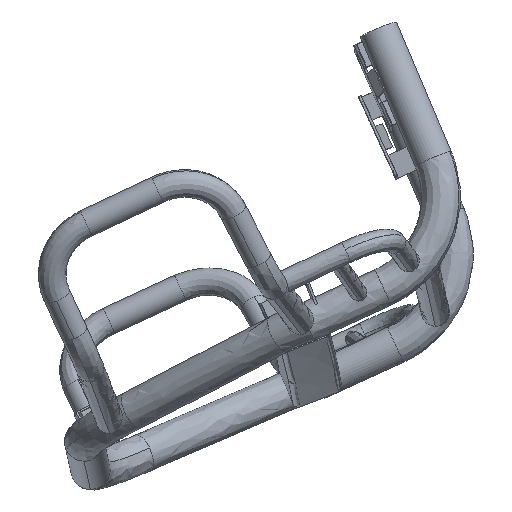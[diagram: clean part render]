
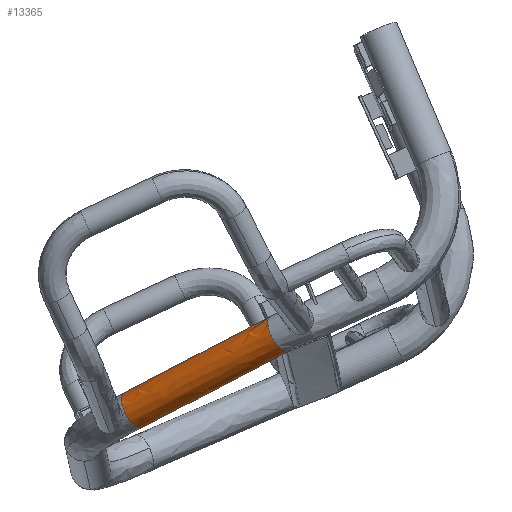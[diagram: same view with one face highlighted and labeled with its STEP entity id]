
A CAD part, left-side view. The second image highlights one B-rep face of the part: STEP entity #13365.
In plain terms, the highlighted free-form (B-spline) face has degree [2, 1] with [5, 2] control points.
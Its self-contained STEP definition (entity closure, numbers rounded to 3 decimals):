
#6439 = VERTEX_POINT('',#6440);
#6440 = CARTESIAN_POINT('',(-517.176,231.081,
    -274.065));
#6446 = EDGE_CURVE('',#6439,#6447,#6449,.T.);
#6447 = VERTEX_POINT('',#6448);
#6448 = CARTESIAN_POINT('',(-485.638,233.121,
    -239.425));
#6449 = ( BOUNDED_CURVE() B_SPLINE_CURVE(2,(#6450,#6451,#6452),
.UNSPECIFIED.,.F.,.F.) B_SPLINE_CURVE_WITH_KNOTS((3,3),(1.127,
2.608),.PIECEWISE_BEZIER_KNOTS.) CURVE() 
GEOMETRIC_REPRESENTATION_ITEM() RATIONAL_B_SPLINE_CURVE((1.,
0.738,1.)) REPRESENTATION_ITEM('') );
#6450 = CARTESIAN_POINT('',(-517.176,231.081,
    -274.065));
#6451 = CARTESIAN_POINT('',(-514.585,244.712,
    -245.49));
#6452 = CARTESIAN_POINT('',(-485.638,233.121,
    -239.425));
#9450 = VERTEX_POINT('',#9451);
#9451 = CARTESIAN_POINT('',(-622.261,-56.963,
    -165.701));
#9458 = EDGE_CURVE('',#9450,#9459,#9461,.T.);
#9459 = VERTEX_POINT('',#9460);
#9460 = CARTESIAN_POINT('',(-634.186,-50.104,
    -164.216));
#9461 = ( BOUNDED_CURVE() B_SPLINE_CURVE(2,(#9462,#9463,#9464),
.UNSPECIFIED.,.F.,.F.) B_SPLINE_CURVE_WITH_KNOTS((3,3),(5.882,
6.283),.PIECEWISE_BEZIER_KNOTS.) CURVE() 
GEOMETRIC_REPRESENTATION_ITEM() RATIONAL_B_SPLINE_CURVE((1.,
0.98,1.)) REPRESENTATION_ITEM('') );
#9462 = CARTESIAN_POINT('',(-622.264,-56.974,
    -165.724));
#9463 = CARTESIAN_POINT('',(-628.644,-53.987,
    -166.236));
#9464 = CARTESIAN_POINT('',(-634.186,-50.104,
    -164.216));
#9843 = EDGE_CURVE('',#6447,#9844,#9846,.T.);
#9844 = VERTEX_POINT('',#9845);
#9845 = CARTESIAN_POINT('',(-618.091,-26.57,
    -103.553));
#9846 = B_SPLINE_CURVE_WITH_KNOTS('',1,(#9847,#9848),.UNSPECIFIED.,.F.,
  .F.,(2,2),(0.,278.722),
  .PIECEWISE_BEZIER_KNOTS.);
#9847 = CARTESIAN_POINT('',(-485.638,233.121,
    -239.425));
#9848 = CARTESIAN_POINT('',(-618.091,-26.565,
    -103.541));
#10003 = VERTEX_POINT('',#10004);
#10004 = CARTESIAN_POINT('',(-615.196,-53.111,
    -168.088));
#10025 = EDGE_CURVE('',#10026,#10003,#10028,.T.);
#10026 = VERTEX_POINT('',#10027);
#10027 = CARTESIAN_POINT('',(-485.638,200.9,
    -301.002));
#10028 = B_SPLINE_CURVE_WITH_KNOTS('',1,(#10029,#10030),.UNSPECIFIED.,
  .F.,.F.,(2,2),(0.,272.631),
  .PIECEWISE_BEZIER_KNOTS.);
#10029 = CARTESIAN_POINT('',(-485.638,200.9,
    -301.002));
#10030 = CARTESIAN_POINT('',(-615.196,-53.111,
    -168.088));
#13105 = EDGE_CURVE('',#9459,#9844,#13106,.T.);
#13106 = ( BOUNDED_CURVE() B_SPLINE_CURVE(2,(#13107,#13108,#13109),
.UNSPECIFIED.,.F.,.F.) B_SPLINE_CURVE_WITH_KNOTS((3,3),(0.,
2.608),.PIECEWISE_BEZIER_KNOTS.) CURVE() 
GEOMETRIC_REPRESENTATION_ITEM() RATIONAL_B_SPLINE_CURVE((1.,
0.263,1.)) REPRESENTATION_ITEM('') );
#13107 = CARTESIAN_POINT('',(-634.186,-50.104,
    -164.216));
#13108 = CARTESIAN_POINT('',(-734.033,19.86,
    -127.834));
#13109 = CARTESIAN_POINT('',(-618.091,-26.564,
    -103.541));
#13365 = ADVANCED_FACE('',(#13366),#13399,.T.);
#13366 = FACE_BOUND('',#13367,.T.);
#13367 = EDGE_LOOP('',(#13368,#13369,#13370,#13376,#13377,#13390,#13397,
    #13398));
#13368 = ORIENTED_EDGE('',*,*,#9843,.F.);
#13369 = ORIENTED_EDGE('',*,*,#6446,.F.);
#13370 = ORIENTED_EDGE('',*,*,#13371,.F.);
#13371 = EDGE_CURVE('',#10026,#6439,#13372,.T.);
#13372 = ( BOUNDED_CURVE() B_SPLINE_CURVE(2,(#13373,#13374,#13375),
.UNSPECIFIED.,.F.,.F.) B_SPLINE_CURVE_WITH_KNOTS((3,3),(5.75,
7.41),.PIECEWISE_BEZIER_KNOTS.) CURVE() 
GEOMETRIC_REPRESENTATION_ITEM() RATIONAL_B_SPLINE_CURVE((1.,
0.675,1.)) REPRESENTATION_ITEM('') );
#13373 = CARTESIAN_POINT('',(-485.638,200.9,
    -301.002));
#13374 = CARTESIAN_POINT('',(-520.277,214.77,
    -308.26));
#13375 = CARTESIAN_POINT('',(-517.176,231.081,
    -274.065));
#13376 = ORIENTED_EDGE('',*,*,#10025,.T.);
#13377 = ORIENTED_EDGE('',*,*,#13378,.T.);
#13378 = EDGE_CURVE('',#10003,#13379,#13381,.T.);
#13379 = VERTEX_POINT('',#13380);
#13380 = CARTESIAN_POINT('',(-622.329,-53.221,
    -167.375));
#13381 = B_SPLINE_CURVE_WITH_KNOTS('',3,(#13382,#13383,#13384,#13385,
    #13386,#13387,#13388,#13389),.UNSPECIFIED.,.F.,.F.,(4,2,2,4),(
    0.022,0.026,0.027,
    0.029),.UNSPECIFIED.);
#13382 = CARTESIAN_POINT('',(-615.196,-53.111,
    -168.088));
#13383 = CARTESIAN_POINT('',(-616.367,-53.315,
    -167.981));
#13384 = CARTESIAN_POINT('',(-617.546,-53.457,
    -167.861));
#13385 = CARTESIAN_POINT('',(-619.34,-53.507,
    -167.679));
#13386 = CARTESIAN_POINT('',(-619.944,-53.495,
    -167.618));
#13387 = CARTESIAN_POINT('',(-621.141,-53.407,
    -167.497));
#13388 = CARTESIAN_POINT('',(-621.737,-53.33,
    -167.437));
#13389 = CARTESIAN_POINT('',(-622.329,-53.221,
    -167.375));
#13390 = ORIENTED_EDGE('',*,*,#13391,.T.);
#13391 = EDGE_CURVE('',#13379,#9450,#13392,.T.);
#13392 = ( BOUNDED_CURVE() B_SPLINE_CURVE(3,(#13393,#13394,#13395,#13396
),.UNSPECIFIED.,.F.,.F.) B_SPLINE_CURVE_WITH_KNOTS((4,4),(4.619
,4.67),.PIECEWISE_BEZIER_KNOTS.) CURVE() 
GEOMETRIC_REPRESENTATION_ITEM() RATIONAL_B_SPLINE_CURVE((1.,
1.,1.,1.)) REPRESENTATION_ITEM('') );
#13393 = CARTESIAN_POINT('',(-622.329,-53.221,
    -167.375));
#13394 = CARTESIAN_POINT('',(-622.309,-54.476,
    -166.839));
#13395 = CARTESIAN_POINT('',(-622.287,-55.727,
    -166.289));
#13396 = CARTESIAN_POINT('',(-622.261,-56.963,
    -165.701));
#13397 = ORIENTED_EDGE('',*,*,#9458,.T.);
#13398 = ORIENTED_EDGE('',*,*,#13105,.T.);
#13399 = ( BOUNDED_SURFACE() B_SPLINE_SURFACE(2,1,(
    (#13400,#13401)
    ,(#13402,#13403)
    ,(#13404,#13405)
    ,(#13406,#13407)
    ,(#13408,#13409
)),.UNSPECIFIED.,.F.,.F.,.F.) B_SPLINE_SURFACE_WITH_KNOTS((3,2,3),(2,2),
  (3.142,4.712,6.283),(0.,
    278.722),.PIECEWISE_BEZIER_KNOTS.) 
GEOMETRIC_REPRESENTATION_ITEM() RATIONAL_B_SPLINE_SURFACE((
    (1.,1.)
    ,(0.707,0.707)
    ,(1.,1.)
    ,(0.707,0.707)
,(1.,1.))) REPRESENTATION_ITEM('') SURFACE() );
#13400 = CARTESIAN_POINT('',(-485.638,233.121,
    -239.425));
#13401 = CARTESIAN_POINT('',(-618.091,-26.565,
    -103.541));
#13402 = CARTESIAN_POINT('',(-517.303,245.8,
    -246.06));
#13403 = CARTESIAN_POINT('',(-649.756,-13.885,
    -110.176));
#13404 = CARTESIAN_POINT('',(-517.303,229.69,
    -276.848));
#13405 = CARTESIAN_POINT('',(-649.756,-29.996,
    -140.964));
#13406 = CARTESIAN_POINT('',(-517.303,213.579,
    -307.637));
#13407 = CARTESIAN_POINT('',(-649.756,-46.106,
    -171.753));
#13408 = CARTESIAN_POINT('',(-485.638,200.9,
    -301.002));
#13409 = CARTESIAN_POINT('',(-618.091,-58.785,
    -165.118));
